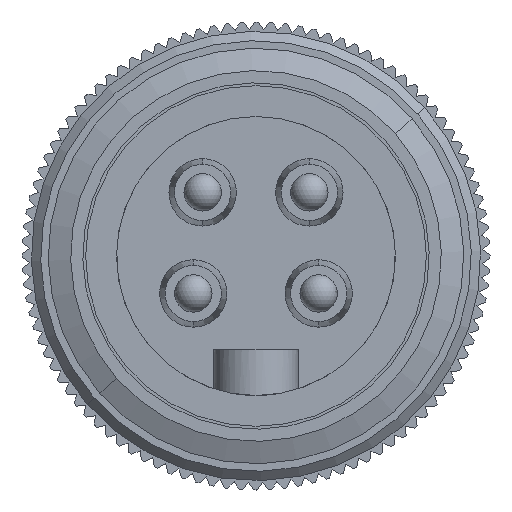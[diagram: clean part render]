
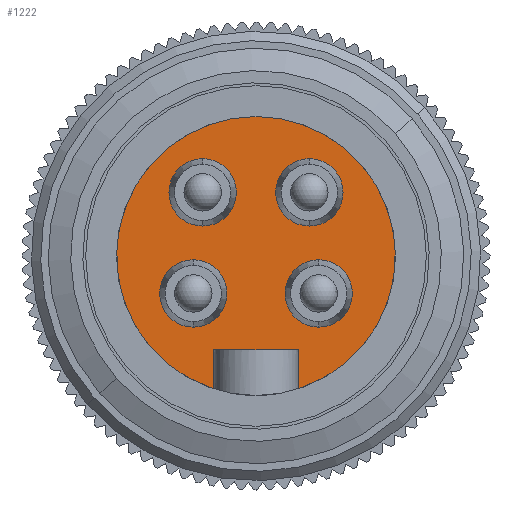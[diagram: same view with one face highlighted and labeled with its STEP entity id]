
A CAD part, front view. The second image highlights one B-rep face of the part: STEP entity #1222.
In plain terms, the highlighted planar face has unit normal (0, -1, 0).
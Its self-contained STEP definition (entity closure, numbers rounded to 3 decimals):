
#289=DIRECTION('',(0.,0.,-1.));
#290=VECTOR('',#289,2.102);
#291=CARTESIAN_POINT('',(2.25,-11.7,-5.));
#292=LINE('',#291,#290);
#297=CARTESIAN_POINT('',(-3.35,-11.7,-2.));
#298=DIRECTION('',(0.,-1.,0.));
#299=DIRECTION('',(0.,0.,1.));
#300=AXIS2_PLACEMENT_3D('',#297,#298,#299);
#302=CARTESIAN_POINT('',(-3.35,-11.7,-2.));
#303=DIRECTION('',(0.,-1.,0.));
#304=DIRECTION('',(0.,0.,-1.));
#305=AXIS2_PLACEMENT_3D('',#302,#303,#304);
#307=CARTESIAN_POINT('',(3.35,-11.7,-2.));
#308=DIRECTION('',(0.,-1.,0.));
#309=DIRECTION('',(0.,0.,1.));
#310=AXIS2_PLACEMENT_3D('',#307,#308,#309);
#312=CARTESIAN_POINT('',(3.35,-11.7,-2.));
#313=DIRECTION('',(0.,-1.,0.));
#314=DIRECTION('',(0.,0.,-1.));
#315=AXIS2_PLACEMENT_3D('',#312,#313,#314);
#317=CARTESIAN_POINT('',(2.85,-11.7,3.4));
#318=DIRECTION('',(0.,-1.,0.));
#319=DIRECTION('',(0.,0.,1.));
#320=AXIS2_PLACEMENT_3D('',#317,#318,#319);
#322=CARTESIAN_POINT('',(2.85,-11.7,3.4));
#323=DIRECTION('',(0.,-1.,0.));
#324=DIRECTION('',(0.,0.,-1.));
#325=AXIS2_PLACEMENT_3D('',#322,#323,#324);
#327=CARTESIAN_POINT('',(-2.85,-11.7,3.4));
#328=DIRECTION('',(0.,-1.,0.));
#329=DIRECTION('',(0.,0.,1.));
#330=AXIS2_PLACEMENT_3D('',#327,#328,#329);
#332=CARTESIAN_POINT('',(-2.85,-11.7,3.4));
#333=DIRECTION('',(0.,-1.,0.));
#334=DIRECTION('',(0.,0.,-1.));
#335=AXIS2_PLACEMENT_3D('',#332,#333,#334);
#337=CARTESIAN_POINT('',(0.,-11.7,0.));
#338=DIRECTION('',(0.,1.,0.));
#339=DIRECTION('',(-0.302,0.,-0.953));
#340=AXIS2_PLACEMENT_3D('',#337,#338,#339);
#342=CARTESIAN_POINT('',(0.,-11.7,0.));
#343=DIRECTION('',(0.,1.,0.));
#344=DIRECTION('',(0.,0.,1.));
#345=AXIS2_PLACEMENT_3D('',#342,#343,#344);
#531=DIRECTION('',(1.,0.,0.));
#532=VECTOR('',#531,4.5);
#533=CARTESIAN_POINT('',(-2.25,-11.7,-5.));
#534=LINE('',#533,#532);
#580=DIRECTION('',(0.,0.,-1.));
#581=VECTOR('',#580,2.102);
#582=CARTESIAN_POINT('',(-2.25,-11.7,-5.));
#583=LINE('',#582,#581);
#596=CARTESIAN_POINT('',(0.,-11.7,7.45));
#598=VERTEX_POINT('',#596);
#612=CARTESIAN_POINT('',(-3.35,-11.7,-3.8));
#613=VERTEX_POINT('',#612);
#614=CARTESIAN_POINT('',(-3.35,-11.7,-0.2));
#615=VERTEX_POINT('',#614);
#616=CARTESIAN_POINT('',(3.35,-11.7,-0.2));
#617=CARTESIAN_POINT('',(3.35,-11.7,-3.8));
#618=VERTEX_POINT('',#616);
#619=VERTEX_POINT('',#617);
#620=CARTESIAN_POINT('',(2.85,-11.7,5.2));
#621=CARTESIAN_POINT('',(2.85,-11.7,1.6));
#622=VERTEX_POINT('',#620);
#623=VERTEX_POINT('',#621);
#624=CARTESIAN_POINT('',(-2.85,-11.7,5.2));
#625=CARTESIAN_POINT('',(-2.85,-11.7,1.6));
#626=VERTEX_POINT('',#624);
#627=VERTEX_POINT('',#625);
#728=CARTESIAN_POINT('',(2.25,-11.7,-5.));
#729=CARTESIAN_POINT('',(2.25,-11.7,-7.102));
#730=VERTEX_POINT('',#728);
#731=VERTEX_POINT('',#729);
#734=CARTESIAN_POINT('',(-2.25,-11.7,-5.));
#735=VERTEX_POINT('',#734);
#737=CARTESIAN_POINT('',(-2.25,-11.7,-7.102));
#739=VERTEX_POINT('',#737);
#1183=CARTESIAN_POINT('',(0.,-11.7,0.));
#1184=DIRECTION('',(0.,1.,0.));
#1185=DIRECTION('',(0.,0.,1.));
#1186=AXIS2_PLACEMENT_3D('',#1183,#1184,#1185);
#1187=PLANE('',#1186);
#1188=ORIENTED_EDGE('',*,*,#1173,.F.);
#1190=ORIENTED_EDGE('',*,*,#1189,.F.);
#1192=ORIENTED_EDGE('',*,*,#1191,.T.);
#1194=ORIENTED_EDGE('',*,*,#1193,.T.);
#1195=ORIENTED_EDGE('',*,*,#1158,.T.);
#1196=EDGE_LOOP('',(#1188,#1190,#1192,#1194,#1195));
#1197=FACE_OUTER_BOUND('',#1196,.F.);
#1199=ORIENTED_EDGE('',*,*,#1198,.T.);
#1201=ORIENTED_EDGE('',*,*,#1200,.T.);
#1202=EDGE_LOOP('',(#1199,#1201));
#1203=FACE_BOUND('',#1202,.F.);
#1205=ORIENTED_EDGE('',*,*,#1204,.T.);
#1207=ORIENTED_EDGE('',*,*,#1206,.T.);
#1208=EDGE_LOOP('',(#1205,#1207));
#1209=FACE_BOUND('',#1208,.F.);
#1211=ORIENTED_EDGE('',*,*,#1210,.T.);
#1213=ORIENTED_EDGE('',*,*,#1212,.T.);
#1214=EDGE_LOOP('',(#1211,#1213));
#1215=FACE_BOUND('',#1214,.F.);
#1217=ORIENTED_EDGE('',*,*,#1216,.T.);
#1219=ORIENTED_EDGE('',*,*,#1218,.T.);
#1220=EDGE_LOOP('',(#1217,#1219));
#1221=FACE_BOUND('',#1220,.F.);
#1222=ADVANCED_FACE('',(#1197,#1203,#1209,#1215,#1221),#1187,.F.);
#301=CIRCLE('',#300,1.8);
#306=CIRCLE('',#305,1.8);
#311=CIRCLE('',#310,1.8);
#316=CIRCLE('',#315,1.8);
#321=CIRCLE('',#320,1.8);
#326=CIRCLE('',#325,1.8);
#331=CIRCLE('',#330,1.8);
#336=CIRCLE('',#335,1.8);
#341=CIRCLE('',#340,7.45);
#346=CIRCLE('',#345,7.45);
#1158=EDGE_CURVE('',#598,#731,#346,.T.);
#1173=EDGE_CURVE('',#730,#731,#292,.T.);
#1189=EDGE_CURVE('',#735,#730,#534,.T.);
#1191=EDGE_CURVE('',#735,#739,#583,.T.);
#1193=EDGE_CURVE('',#739,#598,#341,.T.);
#1198=EDGE_CURVE('',#618,#619,#311,.T.);
#1200=EDGE_CURVE('',#619,#618,#316,.T.);
#1204=EDGE_CURVE('',#622,#623,#321,.T.);
#1206=EDGE_CURVE('',#623,#622,#326,.T.);
#1210=EDGE_CURVE('',#626,#627,#331,.T.);
#1212=EDGE_CURVE('',#627,#626,#336,.T.);
#1216=EDGE_CURVE('',#615,#613,#301,.T.);
#1218=EDGE_CURVE('',#613,#615,#306,.T.);
